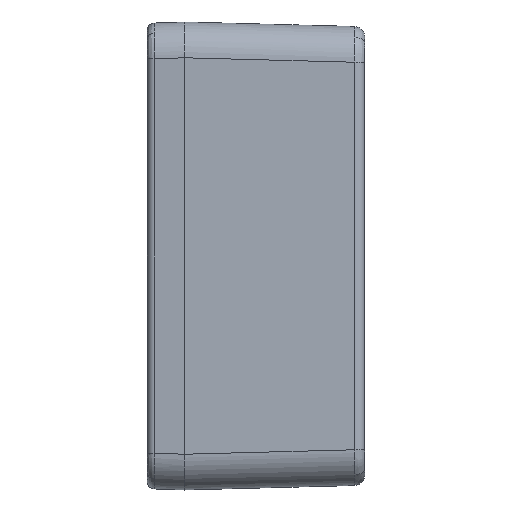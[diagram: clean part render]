
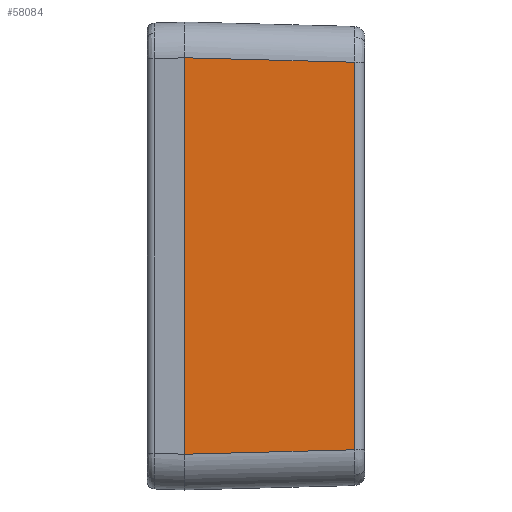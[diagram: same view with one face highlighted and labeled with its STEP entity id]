
A CAD part, left-side view. The second image highlights one B-rep face of the part: STEP entity #58084.
In plain terms, the highlighted planar face has unit normal (-1, -0.026, 0).
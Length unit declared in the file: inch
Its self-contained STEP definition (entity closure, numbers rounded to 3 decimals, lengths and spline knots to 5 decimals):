
#2365 = AXIS2_PLACEMENT_3D ( 'NONE', #33379, #47776, #28288 ) ;
#4815 = EDGE_CURVE ( 'NONE', #25021, #33978, #24267, .T. ) ;
#4914 = DIRECTION ( 'NONE',  ( 0.026, -0.999, -0.026 ) ) ;
#6751 = ORIENTED_EDGE ( 'NONE', *, *, #33961, .F. ) ;
#7108 = ORIENTED_EDGE ( 'NONE', *, *, #4815, .T. ) ;
#7572 = CARTESIAN_POINT ( 'NONE',  ( -2.27165, 0., 1.09062 ) ) ;
#8745 = CARTESIAN_POINT ( 'NONE',  ( -2.27165, 0., -1.09062 ) ) ;
#12138 = ORIENTED_EDGE ( 'NONE', *, *, #16837, .T. ) ;
#16837 = EDGE_CURVE ( 'NONE', #36622, #25021, #59179, .T. ) ;
#20570 = CARTESIAN_POINT ( 'NONE',  ( -2.27003, -0.06219, 1.08899 ) ) ;
#20873 = LINE ( 'NONE', #20570, #31453 ) ;
#21911 = CARTESIAN_POINT ( 'NONE',  ( -2.27165, 0., 1.2874 ) ) ;
#22553 = LINE ( 'NONE', #21911, #51379 ) ;
#23492 = FACE_OUTER_BOUND ( 'NONE', #35578, .T. ) ;
#24267 = LINE ( 'NONE', #43424, #36303 ) ;
#25021 = VERTEX_POINT ( 'NONE', #57409 ) ;
#25594 = CARTESIAN_POINT ( 'NONE',  ( -2.27165, 0., -1.09062 ) ) ;
#28288 = DIRECTION ( 'NONE',  ( 0.026, -1., 0. ) ) ;
#29852 = VECTOR ( 'NONE', #54370, 39.37008 ) ;
#31453 = VECTOR ( 'NONE', #4914, 39.37008 ) ;
#33084 = PLANE ( 'NONE',  #2365 ) ;
#33379 = CARTESIAN_POINT ( 'NONE',  ( -2.27165, 0., -1.2874 ) ) ;
#33961 = EDGE_CURVE ( 'NONE', #36000, #33978, #20873, .T. ) ;
#33978 = VERTEX_POINT ( 'NONE', #49314 ) ;
#35578 = EDGE_LOOP ( 'NONE', ( #6751, #52681, #12138, #7108 ) ) ;
#36000 = VERTEX_POINT ( 'NONE', #7572 ) ;
#36303 = VECTOR ( 'NONE', #43746, 39.37008 ) ;
#36622 = VERTEX_POINT ( 'NONE', #8745 ) ;
#43424 = CARTESIAN_POINT ( 'NONE',  ( -2.24718, -0.93462, -1.2874 ) ) ;
#43746 = DIRECTION ( 'NONE',  ( 0., 0., 1. ) ) ;
#47776 = DIRECTION ( 'NONE',  ( -1., -0.026, 0. ) ) ;
#49314 = CARTESIAN_POINT ( 'NONE',  ( -2.24718, -0.93462, 1.06614 ) ) ;
#51379 = VECTOR ( 'NONE', #61551, 39.37008 ) ;
#52681 = ORIENTED_EDGE ( 'NONE', *, *, #57996, .F. ) ;
#54370 = DIRECTION ( 'NONE',  ( 0.026, -0.999, 0.026 ) ) ;
#57409 = CARTESIAN_POINT ( 'NONE',  ( -2.24718, -0.93462, -1.06614 ) ) ;
#57996 = EDGE_CURVE ( 'NONE', #36622, #36000, #22553, .T. ) ;
#58084 = ADVANCED_FACE ( 'NONE', ( #23492 ), #33084, .T. ) ;
#59179 = LINE ( 'NONE', #25594, #29852 ) ;
#61551 = DIRECTION ( 'NONE',  ( 0., 0., 1. ) ) ;
